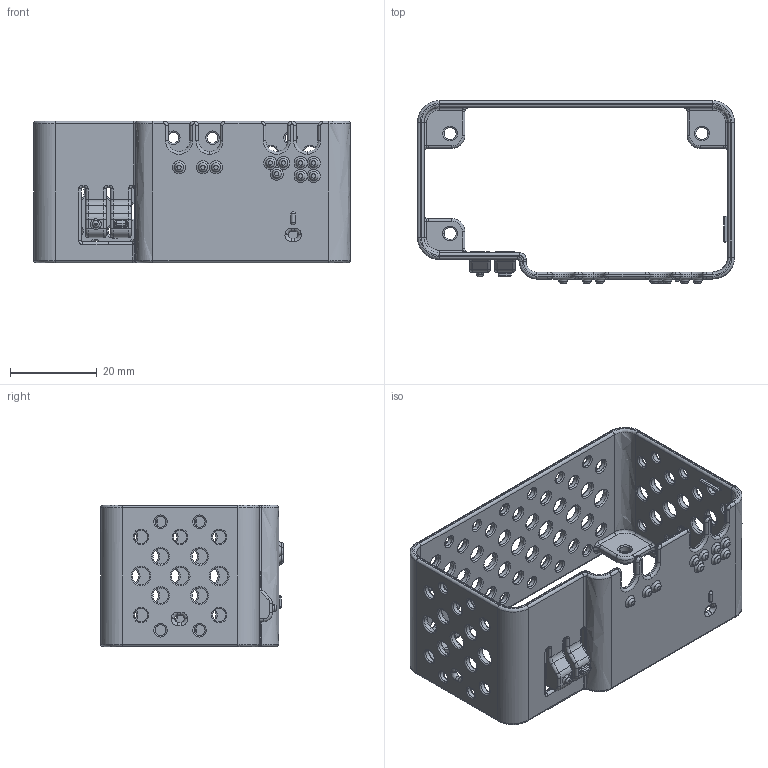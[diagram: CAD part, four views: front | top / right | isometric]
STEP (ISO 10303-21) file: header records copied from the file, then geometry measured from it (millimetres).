
FILE_DESCRIPTION(/* description */ (''),/* implementation_level */ '2;1');
FILE_NAME(/* name */ 'Case 1.step',/* time_stamp */ '2023-08-14T17:05:20+01:00',/* author */ (''),/* organization */ (''),/* preprocessor_version */ 'ST-DEVELOPER v19.2',/* originating_system */ 'Autodesk Translation Framework v12.6.0.85',/* authorisation */ '');
FILE_SCHEMA (('AUTOMOTIVE_DESIGN { 1 0 10303 214 3 1 1 }'));
Length unit declared in the file: millimetre
Products named in the file (1): Case C
Bounding box: 73 x 42 x 32.6 mm (x, y, z)
Volume: 9705.1 mm3; surface area: 14392.1 mm2
Topology: 1 solids, 1 shells, 757 faces, 1964 edges, 1186 vertices
Faces by surface type: cylinder 271, torus 266, bspline 128, plane 82, sphere 10
Full cylindrical faces by diameter (mm): 1.5 x1, 2.5 x24, 3 x23, 3.5 x24, 4 x12
Entity records: 28286 total; most frequent: CARTESIAN_POINT 9191, DIRECTION 4327, ORIENTED_EDGE 3886, EDGE_CURVE 1943, AXIS2_PLACEMENT_3D 1915, CIRCLE 1277, VERTEX_POINT 1186, EDGE_LOOP 935
